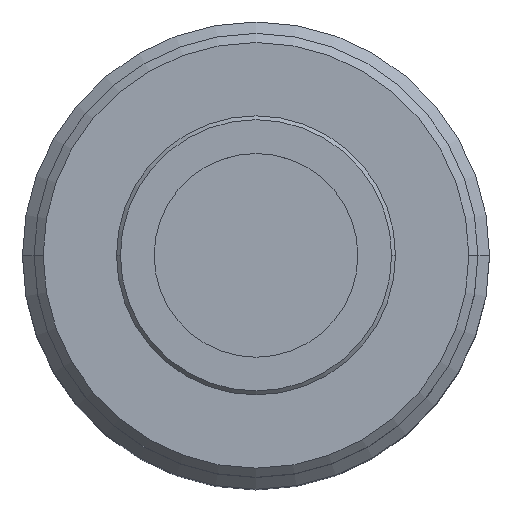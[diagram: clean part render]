
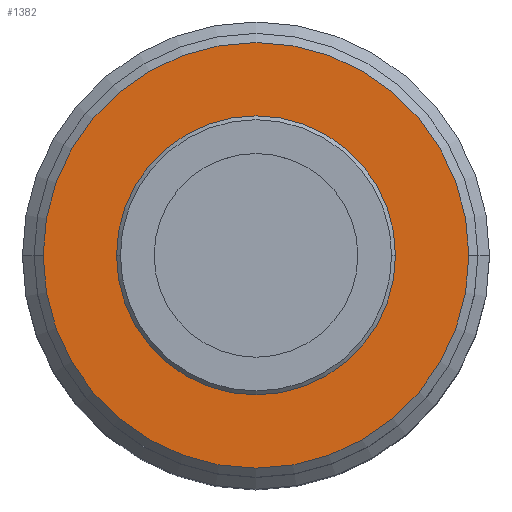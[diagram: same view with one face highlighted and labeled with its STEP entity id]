
A CAD part, top view. The second image highlights one B-rep face of the part: STEP entity #1382.
In plain terms, the highlighted planar face has unit normal (0, 0, 1).
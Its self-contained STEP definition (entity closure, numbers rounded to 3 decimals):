
#171 = DIRECTION ( 'NONE',  ( 1., 0., 0. ) ) ;
#172 = DIRECTION ( 'NONE',  ( 0., 0., 1. ) ) ;
#174 = CARTESIAN_POINT ( 'NONE',  ( 0., 0., 47.7 ) ) ;
#237 = DIRECTION ( 'NONE',  ( 1., 0., 0. ) ) ;
#238 = DIRECTION ( 'NONE',  ( 0., 0., 1. ) ) ;
#239 = CARTESIAN_POINT ( 'NONE',  ( 0., 0., 47.7 ) ) ;
#351 = CARTESIAN_POINT ( 'NONE',  ( -10.75, 0., 47.7 ) ) ;
#353 = CARTESIAN_POINT ( 'NONE',  ( 10.75, 0., 47.7 ) ) ;
#442 = DIRECTION ( 'NONE',  ( 1., 0., 0. ) ) ;
#443 = DIRECTION ( 'NONE',  ( 0., 0., 1. ) ) ;
#445 = PLANE ( 'NONE',  #2556 ) ;
#448 = CARTESIAN_POINT ( 'NONE',  ( 0., 0., 47.7 ) ) ;
#606 = CARTESIAN_POINT ( 'NONE',  ( 16.4, 0., 47.7 ) ) ;
#628 = CARTESIAN_POINT ( 'NONE',  ( -16.4, 0., 47.7 ) ) ;
#836 = DIRECTION ( 'NONE',  ( 1., 0., 0. ) ) ;
#837 = DIRECTION ( 'NONE',  ( 0., 0., -1. ) ) ;
#839 = CARTESIAN_POINT ( 'NONE',  ( 0., 0., 47.7 ) ) ;
#903 = DIRECTION ( 'NONE',  ( 1., 0., 0. ) ) ;
#906 = DIRECTION ( 'NONE',  ( 0., 0., -1. ) ) ;
#907 = CARTESIAN_POINT ( 'NONE',  ( 0., 0., 47.7 ) ) ;
#1006 = CIRCLE ( 'NONE', #2385, 16.4 ) ;
#1026 = CIRCLE ( 'NONE', #2399, 16.4 ) ;
#1128 = FACE_OUTER_BOUND ( 'NONE', #1717, .T. ) ;
#1130 = FACE_BOUND ( 'NONE', #1727, .T. ) ;
#1235 = CIRCLE ( 'NONE', #2512, 10.75 ) ;
#1253 = CIRCLE ( 'NONE', #2442, 10.75 ) ;
#1382 = ADVANCED_FACE ( 'NONE', ( #1128, #1130 ), #445, .T. ) ;
#1638 = ORIENTED_EDGE ( 'NONE', *, *, #1964, .F. ) ;
#1643 = ORIENTED_EDGE ( 'NONE', *, *, #1981, .F. ) ;
#1645 = ORIENTED_EDGE ( 'NONE', *, *, #2060, .F. ) ;
#1646 = ORIENTED_EDGE ( 'NONE', *, *, #2076, .F. ) ;
#1717 = EDGE_LOOP ( 'NONE', ( #1645, #1646 ) ) ;
#1727 = EDGE_LOOP ( 'NONE', ( #1638, #1643 ) ) ;
#1770 = VERTEX_POINT ( 'NONE', #353 ) ;
#1771 = VERTEX_POINT ( 'NONE', #351 ) ;
#1964 = EDGE_CURVE ( 'NONE', #1771, #1770, #1235, .T. ) ;
#1981 = EDGE_CURVE ( 'NONE', #1770, #1771, #1253, .T. ) ;
#2060 = EDGE_CURVE ( 'NONE', #2641, #2659, #1006, .T. ) ;
#2076 = EDGE_CURVE ( 'NONE', #2659, #2641, #1026, .T. ) ;
#2385 = AXIS2_PLACEMENT_3D ( 'NONE', #907, #906, #903 ) ;
#2399 = AXIS2_PLACEMENT_3D ( 'NONE', #839, #837, #836 ) ;
#2442 = AXIS2_PLACEMENT_3D ( 'NONE', #174, #172, #171 ) ;
#2512 = AXIS2_PLACEMENT_3D ( 'NONE', #239, #238, #237 ) ;
#2556 = AXIS2_PLACEMENT_3D ( 'NONE', #448, #443, #442 ) ;
#2641 = VERTEX_POINT ( 'NONE', #628 ) ;
#2659 = VERTEX_POINT ( 'NONE', #606 ) ;
